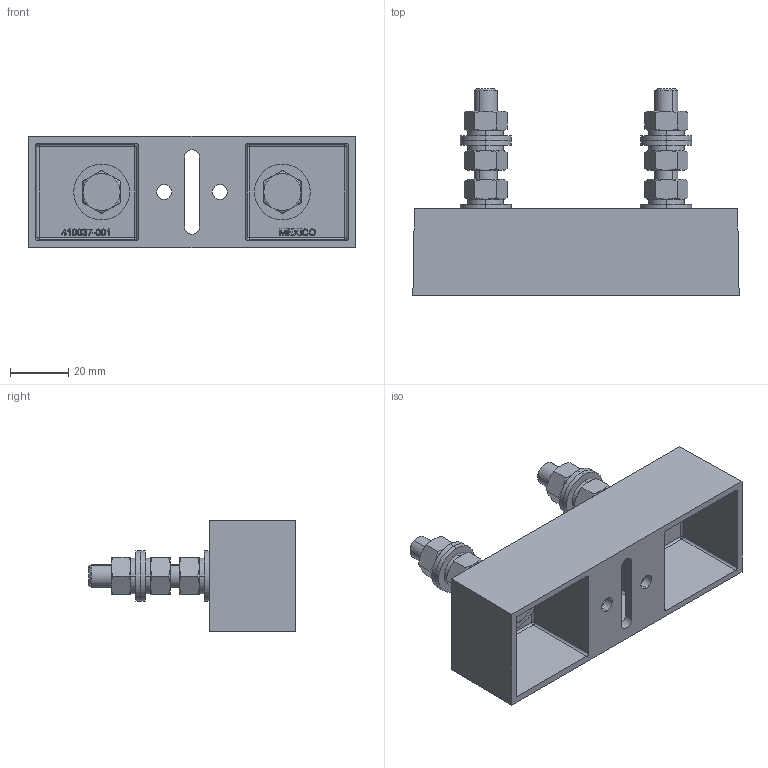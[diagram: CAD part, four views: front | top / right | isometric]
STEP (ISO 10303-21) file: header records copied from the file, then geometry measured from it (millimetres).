
FILE_DESCRIPTION (( 'STEP AP214' ), '1' );
FILE_NAME ('18478.STEP', '2017-01-30T13:33:58', ( '' ), ( '' ), 'SwSTEP 2.0', 'SolidWorks 2016', '' );
FILE_SCHEMA (( 'AUTOMOTIVE_DESIGN' ));
Length unit declared in the file: inch
Products named in the file (6): F013554; F008170_92676A030; 18478; 410037_-001; F09933_HBOLT 0.3125-18x0.875x0.875-C; F013553_91950A030
Assembly tree (21 placements, depth 2):
  18478
    F008170_92676A030  x6
    F013554  x6
    F013553_91950A030  x6
    F09933_HBOLT 0.3125-18x0.875x0.875-C  x2
    410037_-001
Bounding box: 111.76 x 70.87 x 38.1 mm (x, y, z)
Volume: 48808 mm3; surface area: 40484.9 mm2
Topology: 21 solids, 21 shells, 692 faces, 1725 edges, 1094 vertices
Faces by surface type: plane 242, cylinder 223, cone 112, bspline 95, sphere 12, torus 8
Entity records: 17061 total; most frequent: CARTESIAN_POINT 8573, ORIENTED_EDGE 1838, DIRECTION 1399, EDGE_CURVE 919, VERTEX_POINT 588, VECTOR 519, LINE 519, AXIS2_PLACEMENT_3D 440
